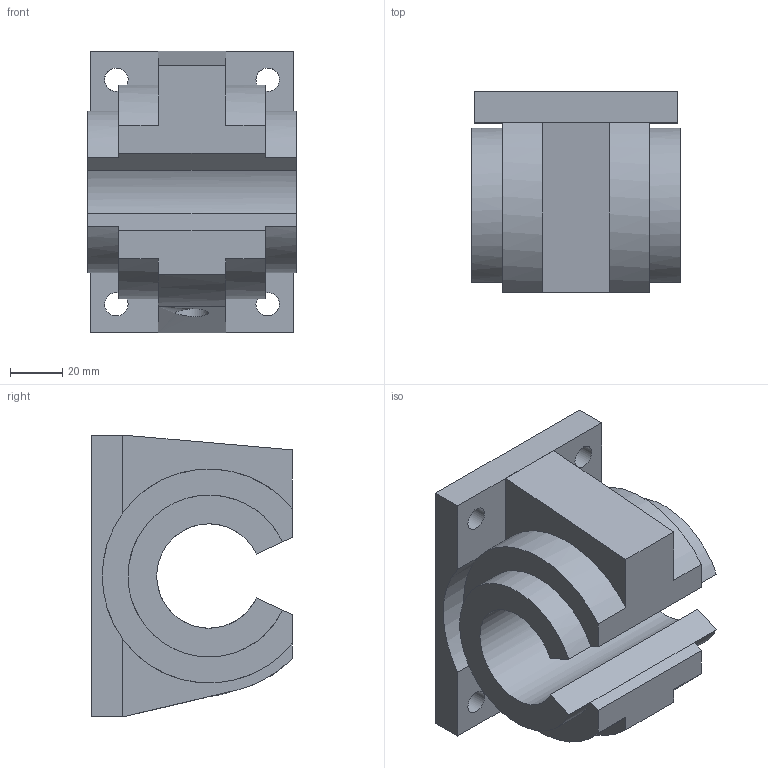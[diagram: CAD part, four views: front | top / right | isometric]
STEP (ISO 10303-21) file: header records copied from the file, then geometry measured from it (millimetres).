
FILE_DESCRIPTION ((), '1');
FILE_NAME ('LE67-240.stp', '2018-12-13T15:28:44', ('Unknown'), ('Unknown'), 'HarmonyWare STEP v2.0.5', 'Vectorworks', '');
FILE_SCHEMA (('CONFIG_CONTROL_DESIGN'));
Length unit declared in the file: millimetre
Products named in the file (1): NONE
Bounding box: 80 x 77 x 108 mm (x, y, z)
Volume: 344931.2 mm3; surface area: 52760.3 mm2
Topology: 1 solids, 1 shells, 48 faces, 152 edges, 108 vertices
Faces by surface type: bspline 48
Entity records: 2504 total; most frequent: CARTESIAN_POINT 1532, ORIENTED_EDGE 304, EDGE_CURVE 152, B_SPLINE_CURVE_WITH_KNOTS 118, VERTEX_POINT 108, EDGE_LOOP 58, FACE_OUTER_BOUND 48, ADVANCED_FACE 48
